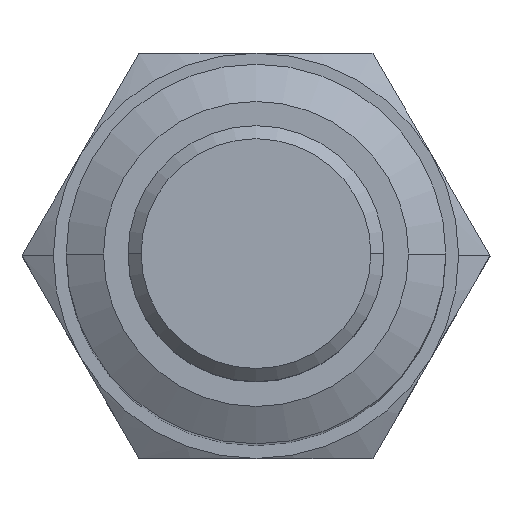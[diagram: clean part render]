
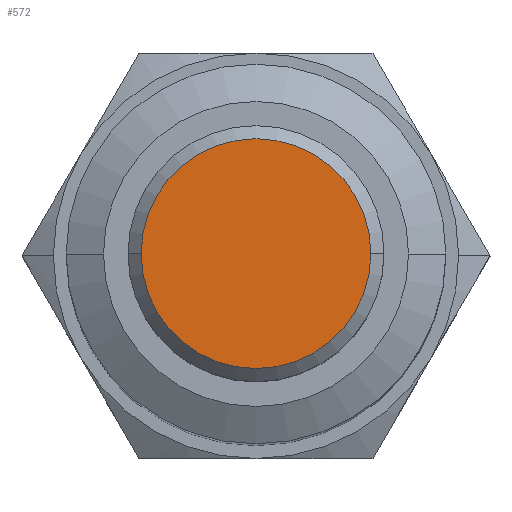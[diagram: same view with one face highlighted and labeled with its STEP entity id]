
A CAD part, top view. The second image highlights one B-rep face of the part: STEP entity #572.
In plain terms, the highlighted planar face has unit normal (0, 0, 1).
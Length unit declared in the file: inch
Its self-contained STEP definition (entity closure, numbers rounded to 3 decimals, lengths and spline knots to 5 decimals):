
#8 = FACE_OUTER_BOUND ( 'NONE', #178, .T. ) ;
#106 = CARTESIAN_POINT ( 'NONE',  ( 0.21207, 0., 0. ) ) ;
#178 = EDGE_LOOP ( 'NONE', ( #1367, #1303 ) ) ;
#351 = AXIS2_PLACEMENT_3D ( 'NONE', #1529, #1521, #785 ) ;
#357 = EDGE_CURVE ( 'NONE', #729, #784, #1181, .T. ) ;
#477 = CARTESIAN_POINT ( 'NONE',  ( 0.10603, 0., 0. ) ) ;
#549 = DIRECTION ( 'NONE',  ( -1., 0., 0. ) ) ;
#572 = ADVANCED_FACE ( 'NONE', ( #8 ), #856, .T. ) ;
#729 = VERTEX_POINT ( 'NONE', #106 ) ;
#756 = AXIS2_PLACEMENT_3D ( 'NONE', #477, #829, #1435 ) ;
#784 = VERTEX_POINT ( 'NONE', #1402 ) ;
#785 = DIRECTION ( 'NONE',  ( -1., 0., 0. ) ) ;
#788 = EDGE_CURVE ( 'NONE', #784, #729, #1479, .T. ) ;
#829 = DIRECTION ( 'NONE',  ( 0., 0., 1. ) ) ;
#856 = PLANE ( 'NONE',  #756 ) ;
#936 = AXIS2_PLACEMENT_3D ( 'NONE', #1400, #1126, #549 ) ;
#1126 = DIRECTION ( 'NONE',  ( 0., 0., -1. ) ) ;
#1181 = CIRCLE ( 'NONE', #936, 0.21207 ) ;
#1303 = ORIENTED_EDGE ( 'NONE', *, *, #788, .F. ) ;
#1367 = ORIENTED_EDGE ( 'NONE', *, *, #357, .F. ) ;
#1400 = CARTESIAN_POINT ( 'NONE',  ( 0., 0., 0. ) ) ;
#1402 = CARTESIAN_POINT ( 'NONE',  ( -0.21207, 0., 0. ) ) ;
#1435 = DIRECTION ( 'NONE',  ( 1., 0., 0. ) ) ;
#1479 = CIRCLE ( 'NONE', #351, 0.21207 ) ;
#1521 = DIRECTION ( 'NONE',  ( 0., 0., -1. ) ) ;
#1529 = CARTESIAN_POINT ( 'NONE',  ( 0., 0., 0. ) ) ;
